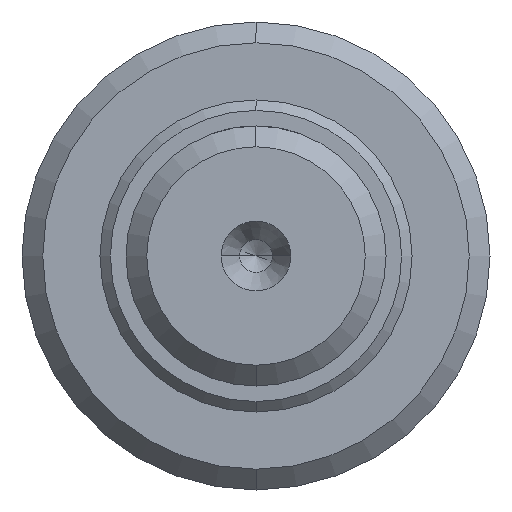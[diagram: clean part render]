
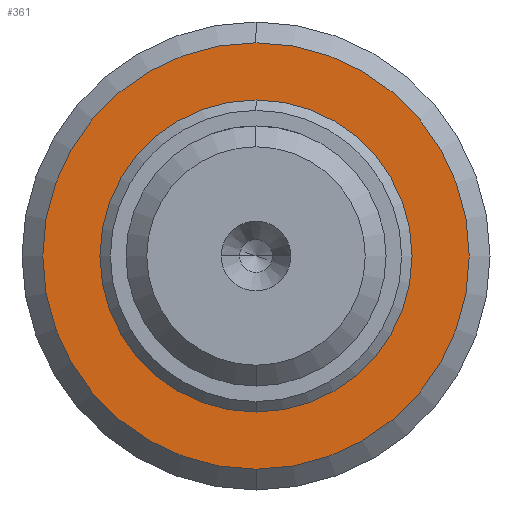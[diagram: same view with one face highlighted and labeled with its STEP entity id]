
A CAD part, front view. The second image highlights one B-rep face of the part: STEP entity #361.
In plain terms, the highlighted planar face has unit normal (0, -1, 0).
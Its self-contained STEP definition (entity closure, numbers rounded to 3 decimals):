
#167 = CARTESIAN_POINT ( 'NONE',  ( 0., 145., -15. ) ) ;
#208 = DIRECTION ( 'NONE',  ( 0., 0., -1. ) ) ;
#238 = ORIENTED_EDGE ( 'NONE', *, *, #994, .F. ) ;
#322 = EDGE_CURVE ( 'NONE', #457, #1010, #1073, .T. ) ;
#361 = ADVANCED_FACE ( 'NONE', ( #1249, #400 ), #512, .T. ) ;
#376 = DIRECTION ( 'NONE',  ( -1., 0., 0. ) ) ;
#400 = FACE_OUTER_BOUND ( 'NONE', #1160, .T. ) ;
#439 = AXIS2_PLACEMENT_3D ( 'NONE', #606, #575, #1107 ) ;
#456 = CARTESIAN_POINT ( 'NONE',  ( 0., 145., 0. ) ) ;
#457 = VERTEX_POINT ( 'NONE', #167 ) ;
#475 = DIRECTION ( 'NONE',  ( 0., 1., 0. ) ) ;
#512 = PLANE ( 'NONE',  #782 ) ;
#529 = CARTESIAN_POINT ( 'NONE',  ( 0., 145., 0. ) ) ;
#556 = EDGE_CURVE ( 'NONE', #1010, #457, #1150, .T. ) ;
#575 = DIRECTION ( 'NONE',  ( 0., 1., 0. ) ) ;
#588 = ORIENTED_EDGE ( 'NONE', *, *, #849, .F. ) ;
#598 = CARTESIAN_POINT ( 'NONE',  ( 0., 145., 0. ) ) ;
#599 = CARTESIAN_POINT ( 'NONE',  ( 0., 145., -20.5 ) ) ;
#606 = CARTESIAN_POINT ( 'NONE',  ( 0., 145., 0. ) ) ;
#754 = DIRECTION ( 'NONE',  ( 0., 0., 1. ) ) ;
#782 = AXIS2_PLACEMENT_3D ( 'NONE', #906, #1274, #376 ) ;
#849 = EDGE_CURVE ( 'NONE', #1270, #1417, #1577, .T. ) ;
#899 = DIRECTION ( 'NONE',  ( 0., 1., 0. ) ) ;
#906 = CARTESIAN_POINT ( 'NONE',  ( 0., 145., 18.75 ) ) ;
#987 = CARTESIAN_POINT ( 'NONE',  ( 0., 145., 15. ) ) ;
#994 = EDGE_CURVE ( 'NONE', #1417, #1270, #1494, .T. ) ;
#1010 = VERTEX_POINT ( 'NONE', #987 ) ;
#1032 = DIRECTION ( 'NONE',  ( 0., 1., 0. ) ) ;
#1073 = CIRCLE ( 'NONE', #1624, 15. ) ;
#1091 = ORIENTED_EDGE ( 'NONE', *, *, #556, .T. ) ;
#1107 = DIRECTION ( 'NONE',  ( 0., 0., 1. ) ) ;
#1150 = CIRCLE ( 'NONE', #439, 15. ) ;
#1160 = EDGE_LOOP ( 'NONE', ( #588, #238 ) ) ;
#1249 = FACE_BOUND ( 'NONE', #1582, .T. ) ;
#1270 = VERTEX_POINT ( 'NONE', #599 ) ;
#1274 = DIRECTION ( 'NONE',  ( 0., -1., 0. ) ) ;
#1405 = CARTESIAN_POINT ( 'NONE',  ( 0., 145., 20.5 ) ) ;
#1417 = VERTEX_POINT ( 'NONE', #1405 ) ;
#1444 = AXIS2_PLACEMENT_3D ( 'NONE', #456, #475, #208 ) ;
#1494 = CIRCLE ( 'NONE', #1444, 20.5 ) ;
#1534 = DIRECTION ( 'NONE',  ( 0., 0., -1. ) ) ;
#1545 = ORIENTED_EDGE ( 'NONE', *, *, #322, .T. ) ;
#1577 = CIRCLE ( 'NONE', #1625, 20.5 ) ;
#1582 = EDGE_LOOP ( 'NONE', ( #1091, #1545 ) ) ;
#1624 = AXIS2_PLACEMENT_3D ( 'NONE', #598, #899, #754 ) ;
#1625 = AXIS2_PLACEMENT_3D ( 'NONE', #529, #1032, #1534 ) ;
